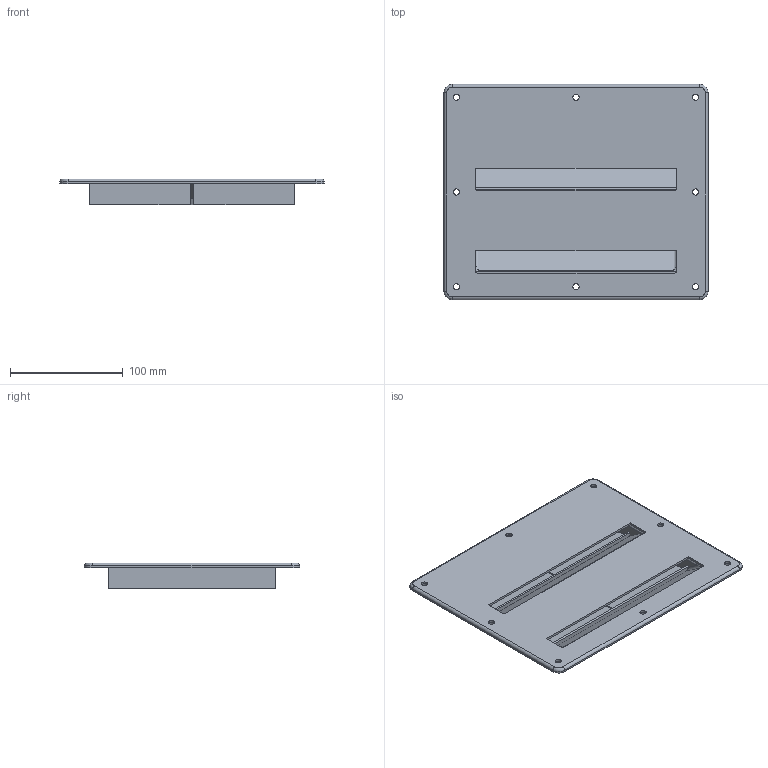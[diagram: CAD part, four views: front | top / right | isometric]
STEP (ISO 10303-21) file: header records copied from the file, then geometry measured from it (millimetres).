
FILE_DESCRIPTION (( 'STEP AP203' ), '1' );
FILE_NAME ('sone3D.STEP', '2017-08-10T06:22:20', ( '' ), ( '' ), 'SwSTEP 2.0', 'SolidWorks 2014', '' );
FILE_SCHEMA (( 'CONFIG_CONTROL_DESIGN' ));
Length unit declared in the file: millimetre
Products named in the file (5): FE-803カーテン_; FE-803カバー_; FE-803押さえプレート_; sone3D; FE-803ベース_
Assembly tree (6 placements, depth 2):
  sone3D
    FE-803ベース_
    FE-803カーテン_  x2
    FE-803カバー_
    FE-803押さえプレート_  x2
Bounding box: 234 x 191 x 23 mm (x, y, z)
Volume: 198353.8 mm3; surface area: 228049.1 mm2
Topology: 6 solids, 6 shells, 320 faces, 900 edges, 586 vertices
Faces by surface type: cylinder 154, plane 154, torus 10, bspline 2
Entity records: 9891 total; most frequent: CARTESIAN_POINT 1893, ORIENTED_EDGE 1596, DIRECTION 1516, EDGE_CURVE 798, VERTEX_POINT 518, VECTOR 506, LINE 506, AXIS2_PLACEMENT_3D 505
